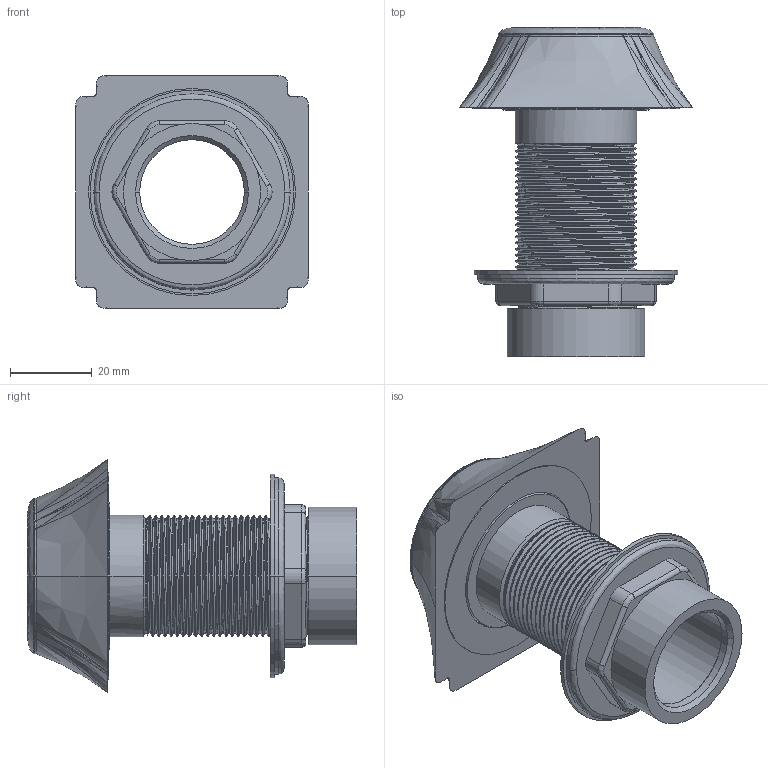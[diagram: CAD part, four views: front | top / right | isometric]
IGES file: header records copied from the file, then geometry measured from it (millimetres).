
Start section:  PTC IGES file: 289-8_sw0001.igs
Global section: file name: 289-8_sw0001.igs; native system: Pro/ENGINEER by Parametric Technology Corporation; preprocessor: 2009300; author: pnmurthy; organization: Unknown; date: 20110713.142150; units: inch
Bounding box: 57.15 x 80.77 x 57.15 mm (x, y, z)
Surface area: 38164.6 mm2 (no closed solid volume)
Topology: 0 solids, 0 shells, 312 faces, 1576 edges, 1576 vertices
Faces by surface type: revolution 186, bspline 126
